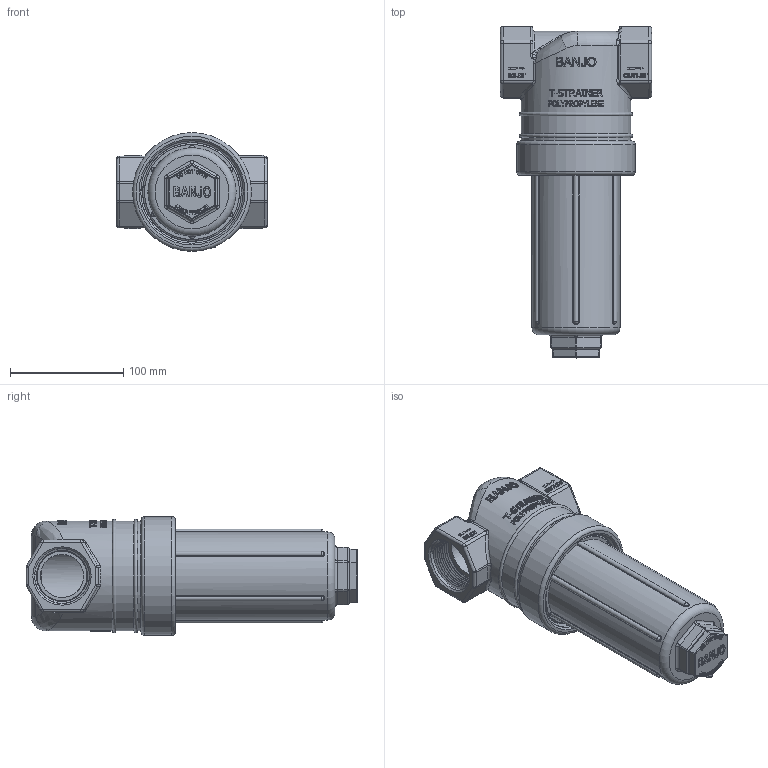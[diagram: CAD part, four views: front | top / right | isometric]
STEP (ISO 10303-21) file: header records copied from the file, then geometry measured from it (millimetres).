
FILE_DESCRIPTION(/* description */ ('1-1/2 POLY T STRAINER 100 MESH'),/* implementation_level */ '2;1');
FILE_NAME(/* name */ 'LST150-100.stp',/* time_stamp */ '2018-08-22T10:53:07-04:00',/* author */ ('CKA'),/* organization */ (''),/* preprocessor_version */ 'ST-DEVELOPER v17',/* originating_system */ 'Autodesk Inventor 2018',/* authorisation */ '');
FILE_SCHEMA (('AUTOMOTIVE_DESIGN { 1 0 10303 214 3 1 1 }'));
Length unit declared in the file: inch
Products named in the file (10): LST150-100; CE050D; LST1300D; LST150-B; LST150-XB; LSQ200-R; LSQ200-PL; LST150-G; LST150-H; LST15100
Assembly tree (9 placements, depth 3):
  LST150-100
    CE050D
    LST1300D
    LST150-B
      LST150-XB
      LSQ200-R
      LSQ200-PL
    LST150-G
    LST150-H
    LST15100
Bounding box: 133.35 x 292.86 x 104.78 mm (x, y, z)
Volume: 811993.7 mm3; surface area: 311046.9 mm2
Topology: 8 solids, 8 shells, 3130 faces, 8331 edges, 5452 vertices
Faces by surface type: plane 1701, bspline 1023, cylinder 290, torus 48, cone 46, sphere 22
Full cylindrical faces by diameter (mm): 12.7 x1, 19.05 x1, 33.401 x1, 38.1 x2, 45.974 x1, 50.8 x1, 51.054 x1, 56.388 x1, 57.404 x1, 57.531 x1, 57.658 x2, 65.087 x1, 66.548 x1, 72.898 x1, 77.216 x1, 77.787 x1, 81.026 x1, 83.82 x6, 86.989 x7, 87.255 x4, 90.424 x9, 96.774 x3, 104.775 x1
Entity records: 150250 total; most frequent: CARTESIAN_POINT 77774, ORIENTED_EDGE 16606, DIRECTION 11183, EDGE_CURVE 8303, VERTEX_POINT 5452, LINE 5093, VECTOR 5093, EDGE_LOOP 3405
